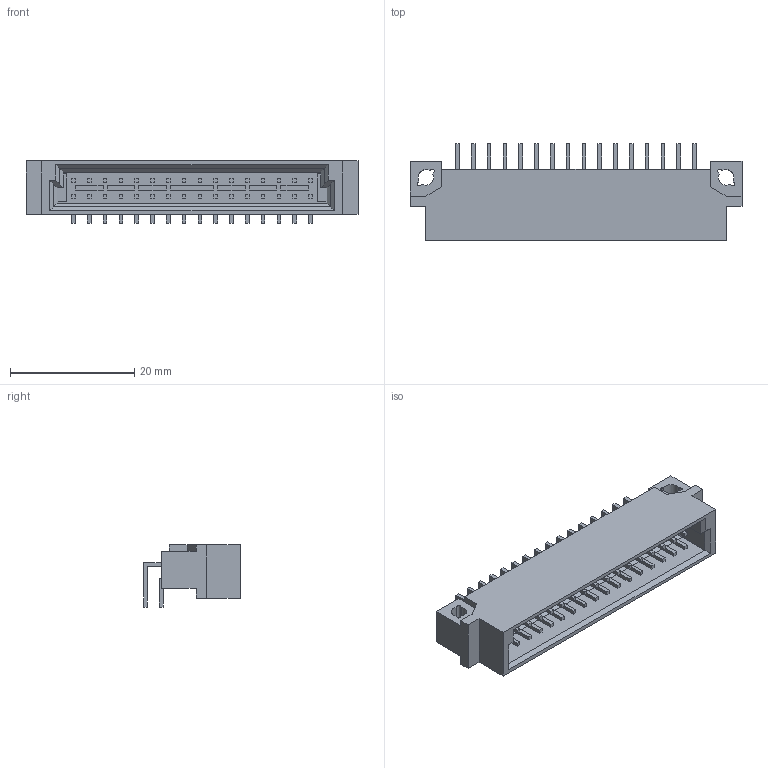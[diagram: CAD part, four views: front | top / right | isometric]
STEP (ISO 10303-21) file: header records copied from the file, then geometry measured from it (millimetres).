
FILE_DESCRIPTION((''),'2;1');
FILE_NAME('850010012','2008-07-04T',('PNB'),(''),'PRO/ENGINEER BY PARAMETRIC TECHNOLOGY CORPORATION, 2003451','PRO/ENGINEER BY PARAMETRIC TECHNOLOGY CORPORATION, 2003451','');
FILE_SCHEMA(('CONFIG_CONTROL_DESIGN'));
Length unit declared in the file: millimetre
Products named in the file (1): 850010012
Bounding box: 53.36 x 15.54 x 10 mm (x, y, z)
Volume: 2765.1 mm3; surface area: 4711.4 mm2
Topology: 1 solids, 1 shells, 672 faces, 1890 edges, 1274 vertices
Faces by surface type: plane 664, cylinder 8
Entity records: 21239 total; most frequent: CARTESIAN_POINT 3769, ORIENTED_EDGE 3644, DIRECTION 3320, EDGE_CURVE 1822, VECTOR 1806, LINE 1806, VERTEX_POINT 1206, AXIS2_PLACEMENT_3D 757
